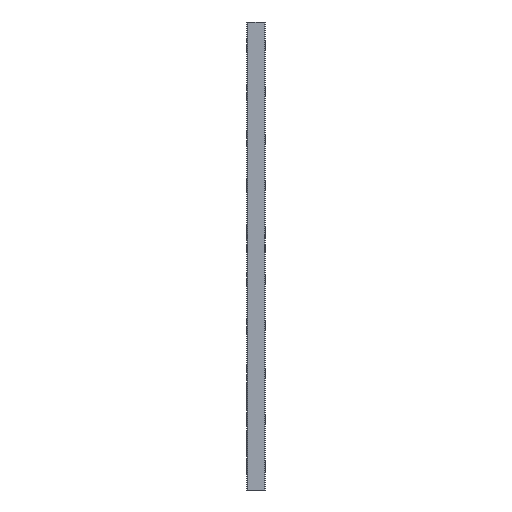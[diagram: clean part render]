
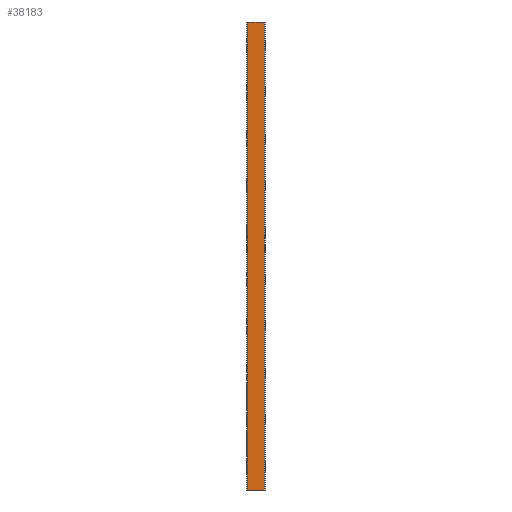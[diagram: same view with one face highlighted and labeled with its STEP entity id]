
A CAD part, front view. The second image highlights one B-rep face of the part: STEP entity #38183.
In plain terms, the highlighted planar face has unit normal (0, -1, 0).
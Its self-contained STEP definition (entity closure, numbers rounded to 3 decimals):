
#34776 = PLANE('',#34777);
#34777 = AXIS2_PLACEMENT_3D('',#34778,#34779,#34780);
#34778 = CARTESIAN_POINT('',(-0.315,-0.885,100.));
#34779 = DIRECTION('',(0.,0.,-1.));
#34780 = DIRECTION('',(-1.,0.,0.));
#34830 = PLANE('',#34831);
#34831 = AXIS2_PLACEMENT_3D('',#34832,#34833,#34834);
#34832 = CARTESIAN_POINT('',(-0.315,-0.885,0.));
#34833 = DIRECTION('',(0.,0.,-1.));
#34834 = DIRECTION('',(-1.,0.,0.));
#35145 = VERTEX_POINT('',#35146);
#35146 = CARTESIAN_POINT('',(1.8,-4.25,0.));
#35160 = PLANE('',#35161);
#35161 = AXIS2_PLACEMENT_3D('',#35162,#35163,#35164);
#35162 = CARTESIAN_POINT('',(1.8,-4.25,0.));
#35163 = DIRECTION('',(-0.707,0.707,0.));
#35164 = DIRECTION('',(0.707,0.707,0.));
#35172 = EDGE_CURVE('',#35173,#35145,#35175,.T.);
#35173 = VERTEX_POINT('',#35174);
#35174 = CARTESIAN_POINT('',(-1.8,-4.25,0.));
#35175 = SURFACE_CURVE('',#35176,(#35180,#35187),.PCURVE_S1.);
#35176 = LINE('',#35177,#35178);
#35177 = CARTESIAN_POINT('',(-1.8,-4.25,0.));
#35178 = VECTOR('',#35179,1.);
#35179 = DIRECTION('',(1.,0.,0.));
#35180 = PCURVE('',#34830,#35181);
#35181 = DEFINITIONAL_REPRESENTATION('',(#35182),#35186);
#35182 = LINE('',#35183,#35184);
#35183 = CARTESIAN_POINT('',(1.485,-3.365));
#35184 = VECTOR('',#35185,1.);
#35185 = DIRECTION('',(-1.,0.));
#35186 = ( GEOMETRIC_REPRESENTATION_CONTEXT(2) 
PARAMETRIC_REPRESENTATION_CONTEXT() REPRESENTATION_CONTEXT('2D SPACE',''
  ) );
#35187 = PCURVE('',#35188,#35193);
#35188 = PLANE('',#35189);
#35189 = AXIS2_PLACEMENT_3D('',#35190,#35191,#35192);
#35190 = CARTESIAN_POINT('',(-1.8,-4.25,0.));
#35191 = DIRECTION('',(0.,1.,0.));
#35192 = DIRECTION('',(1.,0.,0.));
#35193 = DEFINITIONAL_REPRESENTATION('',(#35194),#35198);
#35194 = LINE('',#35195,#35196);
#35195 = CARTESIAN_POINT('',(0.,0.));
#35196 = VECTOR('',#35197,1.);
#35197 = DIRECTION('',(1.,0.));
#35198 = ( GEOMETRIC_REPRESENTATION_CONTEXT(2) 
PARAMETRIC_REPRESENTATION_CONTEXT() REPRESENTATION_CONTEXT('2D SPACE',''
  ) );
#35216 = PLANE('',#35217);
#35217 = AXIS2_PLACEMENT_3D('',#35218,#35219,#35220);
#35218 = CARTESIAN_POINT('',(-2.,-4.05,0.));
#35219 = DIRECTION('',(0.707,0.707,0.));
#35220 = DIRECTION('',(0.707,-0.707,0.));
#35462 = VERTEX_POINT('',#35463);
#35463 = CARTESIAN_POINT('',(1.8,-4.25,100.));
#35484 = EDGE_CURVE('',#35485,#35462,#35487,.T.);
#35485 = VERTEX_POINT('',#35486);
#35486 = CARTESIAN_POINT('',(-1.8,-4.25,100.));
#35487 = SURFACE_CURVE('',#35488,(#35492,#35499),.PCURVE_S1.);
#35488 = LINE('',#35489,#35490);
#35489 = CARTESIAN_POINT('',(-1.8,-4.25,100.));
#35490 = VECTOR('',#35491,1.);
#35491 = DIRECTION('',(1.,0.,0.));
#35492 = PCURVE('',#34776,#35493);
#35493 = DEFINITIONAL_REPRESENTATION('',(#35494),#35498);
#35494 = LINE('',#35495,#35496);
#35495 = CARTESIAN_POINT('',(1.485,-3.365));
#35496 = VECTOR('',#35497,1.);
#35497 = DIRECTION('',(-1.,0.));
#35498 = ( GEOMETRIC_REPRESENTATION_CONTEXT(2) 
PARAMETRIC_REPRESENTATION_CONTEXT() REPRESENTATION_CONTEXT('2D SPACE',''
  ) );
#35499 = PCURVE('',#35188,#35500);
#35500 = DEFINITIONAL_REPRESENTATION('',(#35501),#35505);
#35501 = LINE('',#35502,#35503);
#35502 = CARTESIAN_POINT('',(0.,-100.));
#35503 = VECTOR('',#35504,1.);
#35504 = DIRECTION('',(1.,0.));
#35505 = ( GEOMETRIC_REPRESENTATION_CONTEXT(2) 
PARAMETRIC_REPRESENTATION_CONTEXT() REPRESENTATION_CONTEXT('2D SPACE',''
  ) );
#37785 = EDGE_CURVE('',#35173,#35485,#37786,.T.);
#37786 = SURFACE_CURVE('',#37787,(#37791,#37798),.PCURVE_S1.);
#37787 = LINE('',#37788,#37789);
#37788 = CARTESIAN_POINT('',(-1.8,-4.25,0.));
#37789 = VECTOR('',#37790,1.);
#37790 = DIRECTION('',(0.,0.,1.));
#37791 = PCURVE('',#35216,#37792);
#37792 = DEFINITIONAL_REPRESENTATION('',(#37793),#37797);
#37793 = LINE('',#37794,#37795);
#37794 = CARTESIAN_POINT('',(0.283,0.));
#37795 = VECTOR('',#37796,1.);
#37796 = DIRECTION('',(0.,-1.));
#37797 = ( GEOMETRIC_REPRESENTATION_CONTEXT(2) 
PARAMETRIC_REPRESENTATION_CONTEXT() REPRESENTATION_CONTEXT('2D SPACE',''
  ) );
#37798 = PCURVE('',#35188,#37799);
#37799 = DEFINITIONAL_REPRESENTATION('',(#37800),#37804);
#37800 = LINE('',#37801,#37802);
#37801 = CARTESIAN_POINT('',(0.,0.));
#37802 = VECTOR('',#37803,1.);
#37803 = DIRECTION('',(0.,-1.));
#37804 = ( GEOMETRIC_REPRESENTATION_CONTEXT(2) 
PARAMETRIC_REPRESENTATION_CONTEXT() REPRESENTATION_CONTEXT('2D SPACE',''
  ) );
#38183 = ADVANCED_FACE('',(#38184),#35188,.F.);
#38184 = FACE_BOUND('',#38185,.F.);
#38185 = EDGE_LOOP('',(#38186,#38187,#38188,#38209));
#38186 = ORIENTED_EDGE('',*,*,#37785,.T.);
#38187 = ORIENTED_EDGE('',*,*,#35484,.T.);
#38188 = ORIENTED_EDGE('',*,*,#38189,.F.);
#38189 = EDGE_CURVE('',#35145,#35462,#38190,.T.);
#38190 = SURFACE_CURVE('',#38191,(#38195,#38202),.PCURVE_S1.);
#38191 = LINE('',#38192,#38193);
#38192 = CARTESIAN_POINT('',(1.8,-4.25,0.));
#38193 = VECTOR('',#38194,1.);
#38194 = DIRECTION('',(0.,0.,1.));
#38195 = PCURVE('',#35188,#38196);
#38196 = DEFINITIONAL_REPRESENTATION('',(#38197),#38201);
#38197 = LINE('',#38198,#38199);
#38198 = CARTESIAN_POINT('',(3.6,0.));
#38199 = VECTOR('',#38200,1.);
#38200 = DIRECTION('',(0.,-1.));
#38201 = ( GEOMETRIC_REPRESENTATION_CONTEXT(2) 
PARAMETRIC_REPRESENTATION_CONTEXT() REPRESENTATION_CONTEXT('2D SPACE',''
  ) );
#38202 = PCURVE('',#35160,#38203);
#38203 = DEFINITIONAL_REPRESENTATION('',(#38204),#38208);
#38204 = LINE('',#38205,#38206);
#38205 = CARTESIAN_POINT('',(0.,0.));
#38206 = VECTOR('',#38207,1.);
#38207 = DIRECTION('',(0.,-1.));
#38208 = ( GEOMETRIC_REPRESENTATION_CONTEXT(2) 
PARAMETRIC_REPRESENTATION_CONTEXT() REPRESENTATION_CONTEXT('2D SPACE',''
  ) );
#38209 = ORIENTED_EDGE('',*,*,#35172,.F.);
